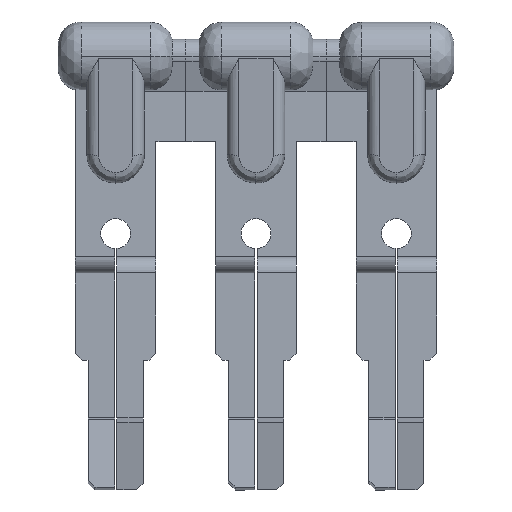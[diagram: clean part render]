
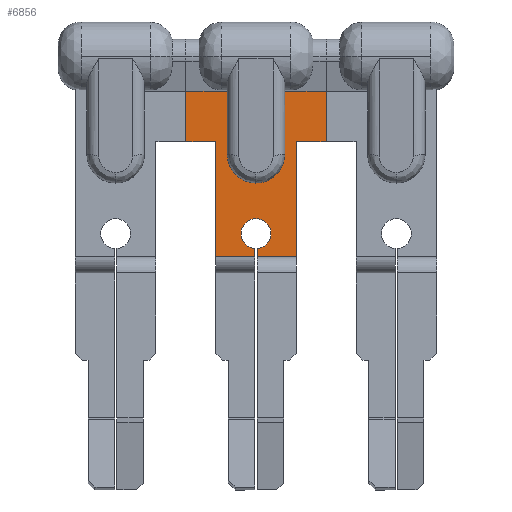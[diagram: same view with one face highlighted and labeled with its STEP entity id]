
A CAD part, top view. The second image highlights one B-rep face of the part: STEP entity #6856.
In plain terms, the highlighted planar face has unit normal (0, 0, 1).
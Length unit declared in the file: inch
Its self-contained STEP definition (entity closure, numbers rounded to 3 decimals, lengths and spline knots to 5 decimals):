
#74 = VERTEX_POINT ( 'NONE', #6656 ) ;
#161 = VECTOR ( 'NONE', #1279, 39.37008 ) ;
#173 = VERTEX_POINT ( 'NONE', #7893 ) ;
#242 = EDGE_CURVE ( 'NONE', #5369, #5015, #788, .T. ) ;
#297 = CARTESIAN_POINT ( 'NONE',  ( 0., 0.15709, 0. ) ) ;
#371 = DIRECTION ( 'NONE',  ( 1., 0., 0. ) ) ;
#374 = CARTESIAN_POINT ( 'NONE',  ( 0.12008, 0.2752, 0. ) ) ;
#425 = LINE ( 'NONE', #6119, #7947 ) ;
#440 = DIRECTION ( 'NONE',  ( 1., 0., 0. ) ) ;
#455 = CARTESIAN_POINT ( 'NONE',  ( 0., 0.16204, 0. ) ) ;
#469 = VERTEX_POINT ( 'NONE', #7719 ) ;
#518 = CARTESIAN_POINT ( 'NONE',  ( 0., -0.03976, 0. ) ) ;
#611 = FACE_OUTER_BOUND ( 'NONE', #6118, .T. ) ;
#701 = EDGE_CURVE ( 'NONE', #7809, #6165, #4495, .T. ) ;
#708 = FACE_BOUND ( 'NONE', #4665, .T. ) ;
#739 = DIRECTION ( 'NONE',  ( 1., 0., 0. ) ) ;
#745 = VERTEX_POINT ( 'NONE', #7820 ) ;
#788 = CIRCLE ( 'NONE', #2008, 0.02559 ) ;
#823 = CARTESIAN_POINT ( 'NONE',  ( 0., 0.15709, 0. ) ) ;
#986 = EDGE_CURVE ( 'NONE', #74, #4748, #1176, .T. ) ;
#1022 = CARTESIAN_POINT ( 'NONE',  ( -0.00197, -0.03976, 0. ) ) ;
#1066 = DIRECTION ( 'NONE',  ( 0., -1., 0. ) ) ;
#1067 = CARTESIAN_POINT ( 'NONE',  ( 0., -0.03976, 0. ) ) ;
#1087 = DIRECTION ( 'NONE',  ( 0., 0., -1. ) ) ;
#1176 = LINE ( 'NONE', #7321, #7852 ) ;
#1213 = LINE ( 'NONE', #4346, #7704 ) ;
#1279 = DIRECTION ( 'NONE',  ( 0., -1., 0. ) ) ;
#1297 = DIRECTION ( 'NONE',  ( 0., 0., 1. ) ) ;
#1383 = EDGE_CURVE ( 'NONE', #7455, #173, #6983, .T. ) ;
#1416 = CARTESIAN_POINT ( 'NONE',  ( -0.12008, 0.2752, 0. ) ) ;
#1419 = EDGE_CURVE ( 'NONE', #5015, #7033, #6677, .T. ) ;
#1431 = EDGE_CURVE ( 'NONE', #469, #7809, #5593, .T. ) ;
#1498 = CARTESIAN_POINT ( 'NONE',  ( -0.02559, 0.16204, 0. ) ) ;
#1712 = ORIENTED_EDGE ( 'NONE', *, *, #4045, .T. ) ;
#1722 = EDGE_CURVE ( 'NONE', #173, #3083, #3069, .T. ) ;
#1793 = CARTESIAN_POINT ( 'NONE',  ( 0.12008, 0., 0. ) ) ;
#1807 = ORIENTED_EDGE ( 'NONE', *, *, #4859, .T. ) ;
#1820 = LINE ( 'NONE', #1067, #5168 ) ;
#2008 = AXIS2_PLACEMENT_3D ( 'NONE', #4224, #1087, #5468 ) ;
#2021 = ORIENTED_EDGE ( 'NONE', *, *, #5301, .T. ) ;
#2033 = DIRECTION ( 'NONE',  ( 1., 0., 0. ) ) ;
#2076 = ORIENTED_EDGE ( 'NONE', *, *, #7009, .T. ) ;
#2111 = ORIENTED_EDGE ( 'NONE', *, *, #1722, .T. ) ;
#2261 = DIRECTION ( 'NONE',  ( 0., 1., 0. ) ) ;
#2272 = EDGE_CURVE ( 'NONE', #3338, #5338, #4921, .T. ) ;
#2304 = ORIENTED_EDGE ( 'NONE', *, *, #1431, .T. ) ;
#2341 = AXIS2_PLACEMENT_3D ( 'NONE', #6595, #7243, #4031 ) ;
#2425 = DIRECTION ( 'NONE',  ( 1., 0., 0. ) ) ;
#2479 = ORIENTED_EDGE ( 'NONE', *, *, #701, .T. ) ;
#2573 = DIRECTION ( 'NONE',  ( -1., 0., 0. ) ) ;
#2667 = ORIENTED_EDGE ( 'NONE', *, *, #1383, .T. ) ;
#2781 = ORIENTED_EDGE ( 'NONE', *, *, #2272, .T. ) ;
#3069 = LINE ( 'NONE', #3800, #161 ) ;
#3076 = CARTESIAN_POINT ( 'NONE',  ( 0.02559, 0.16204, 0. ) ) ;
#3083 = VERTEX_POINT ( 'NONE', #7682 ) ;
#3094 = EDGE_CURVE ( 'NONE', #7033, #74, #6066, .T. ) ;
#3226 = CARTESIAN_POINT ( 'NONE',  ( -0.02559, 0., 0. ) ) ;
#3338 = VERTEX_POINT ( 'NONE', #1498 ) ;
#3380 = CARTESIAN_POINT ( 'NONE',  ( 0.0689, -0.03976, 0. ) ) ;
#3431 = VERTEX_POINT ( 'NONE', #3380 ) ;
#3449 = VECTOR ( 'NONE', #2573, 39.37008 ) ;
#3585 = ORIENTED_EDGE ( 'NONE', *, *, #3671, .T. ) ;
#3671 = EDGE_CURVE ( 'NONE', #3083, #745, #4863, .T. ) ;
#3794 = CARTESIAN_POINT ( 'NONE',  ( -0.12008, 0.15709, 0. ) ) ;
#3800 = CARTESIAN_POINT ( 'NONE',  ( -0.0689, 0., 0. ) ) ;
#3847 = DIRECTION ( 'NONE',  ( 1., 0., 0. ) ) ;
#4031 = DIRECTION ( 'NONE',  ( 1., 0., 0. ) ) ;
#4045 = EDGE_CURVE ( 'NONE', #6018, #7455, #1213, .T. ) ;
#4123 = AXIS2_PLACEMENT_3D ( 'NONE', #5033, #1297, #3847 ) ;
#4224 = CARTESIAN_POINT ( 'NONE',  ( 0., 0., 0. ) ) ;
#4297 = DIRECTION ( 'NONE',  ( 0., 1., 0. ) ) ;
#4346 = CARTESIAN_POINT ( 'NONE',  ( -0.12008, 0., 0. ) ) ;
#4455 = CARTESIAN_POINT ( 'NONE',  ( 0.00197, -0.03976, 0. ) ) ;
#4495 = LINE ( 'NONE', #1793, #6351 ) ;
#4529 = CARTESIAN_POINT ( 'NONE',  ( 0., 0., 0. ) ) ;
#4665 = EDGE_LOOP ( 'NONE', ( #2021, #2781 ) ) ;
#4748 = VERTEX_POINT ( 'NONE', #4455 ) ;
#4762 = VECTOR ( 'NONE', #2261, 39.37008 ) ;
#4781 = DIRECTION ( 'NONE',  ( 1., 0., 0. ) ) ;
#4859 = EDGE_CURVE ( 'NONE', #6165, #6018, #7474, .T. ) ;
#4863 = LINE ( 'NONE', #518, #6649 ) ;
#4921 = CIRCLE ( 'NONE', #7742, 0.02559 ) ;
#4962 = DIRECTION ( 'NONE',  ( 0., -1., 0. ) ) ;
#5015 = VERTEX_POINT ( 'NONE', #3226 ) ;
#5033 = CARTESIAN_POINT ( 'NONE',  ( 0., 0., 0. ) ) ;
#5168 = VECTOR ( 'NONE', #440, 39.37008 ) ;
#5301 = EDGE_CURVE ( 'NONE', #5338, #3338, #7518, .T. ) ;
#5338 = VERTEX_POINT ( 'NONE', #3076 ) ;
#5369 = VERTEX_POINT ( 'NONE', #6112 ) ;
#5433 = ORIENTED_EDGE ( 'NONE', *, *, #986, .T. ) ;
#5468 = DIRECTION ( 'NONE',  ( 1., 0., 0. ) ) ;
#5593 = LINE ( 'NONE', #297, #7763 ) ;
#5770 = EDGE_CURVE ( 'NONE', #745, #5369, #6435, .T. ) ;
#6018 = VERTEX_POINT ( 'NONE', #1416 ) ;
#6066 = CIRCLE ( 'NONE', #6223, 0.02559 ) ;
#6112 = CARTESIAN_POINT ( 'NONE',  ( -0.00197, -0.02551, 0. ) ) ;
#6118 = EDGE_LOOP ( 'NONE', ( #2667, #2111, #3585, #7172, #7419, #7817, #6339, #5433, #7757, #2076, #2304, #2479, #1807, #1712 ) ) ;
#6119 = CARTESIAN_POINT ( 'NONE',  ( 0.0689, 0., 0. ) ) ;
#6135 = DIRECTION ( 'NONE',  ( 1., 0., 0. ) ) ;
#6165 = VERTEX_POINT ( 'NONE', #374 ) ;
#6193 = DIRECTION ( 'NONE',  ( 0., 1., 0. ) ) ;
#6223 = AXIS2_PLACEMENT_3D ( 'NONE', #4529, #6973, #2033 ) ;
#6247 = PLANE ( 'NONE',  #4123 ) ;
#6339 = ORIENTED_EDGE ( 'NONE', *, *, #3094, .T. ) ;
#6351 = VECTOR ( 'NONE', #6193, 39.37008 ) ;
#6435 = LINE ( 'NONE', #1022, #4762 ) ;
#6595 = CARTESIAN_POINT ( 'NONE',  ( 0., 0., 0. ) ) ;
#6649 = VECTOR ( 'NONE', #6135, 39.37008 ) ;
#6656 = CARTESIAN_POINT ( 'NONE',  ( 0.00197, -0.02551, 0. ) ) ;
#6677 = CIRCLE ( 'NONE', #2341, 0.02559 ) ;
#6856 = ADVANCED_FACE ( 'NONE', ( #611, #708 ), #6247, .T. ) ;
#6901 = CARTESIAN_POINT ( 'NONE',  ( 0., 0.2752, 0. ) ) ;
#6973 = DIRECTION ( 'NONE',  ( 0., 0., -1. ) ) ;
#6983 = LINE ( 'NONE', #823, #7769 ) ;
#7009 = EDGE_CURVE ( 'NONE', #3431, #469, #425, .T. ) ;
#7033 = VERTEX_POINT ( 'NONE', #8023 ) ;
#7172 = ORIENTED_EDGE ( 'NONE', *, *, #5770, .T. ) ;
#7243 = DIRECTION ( 'NONE',  ( 0., 0., -1. ) ) ;
#7321 = CARTESIAN_POINT ( 'NONE',  ( 0.00197, -0.03976, 0. ) ) ;
#7392 = AXIS2_PLACEMENT_3D ( 'NONE', #8014, #7446, #2425 ) ;
#7419 = ORIENTED_EDGE ( 'NONE', *, *, #242, .T. ) ;
#7446 = DIRECTION ( 'NONE',  ( 0., 0., -1. ) ) ;
#7455 = VERTEX_POINT ( 'NONE', #3794 ) ;
#7474 = LINE ( 'NONE', #6901, #3449 ) ;
#7510 = CARTESIAN_POINT ( 'NONE',  ( 0.12008, 0.15709, 0. ) ) ;
#7518 = CIRCLE ( 'NONE', #7392, 0.02559 ) ;
#7682 = CARTESIAN_POINT ( 'NONE',  ( -0.0689, -0.03976, 0. ) ) ;
#7685 = EDGE_CURVE ( 'NONE', #4748, #3431, #1820, .T. ) ;
#7704 = VECTOR ( 'NONE', #4962, 39.37008 ) ;
#7719 = CARTESIAN_POINT ( 'NONE',  ( 0.0689, 0.15709, 0. ) ) ;
#7742 = AXIS2_PLACEMENT_3D ( 'NONE', #455, #7967, #4781 ) ;
#7757 = ORIENTED_EDGE ( 'NONE', *, *, #7685, .T. ) ;
#7763 = VECTOR ( 'NONE', #371, 39.37008 ) ;
#7769 = VECTOR ( 'NONE', #739, 39.37008 ) ;
#7809 = VERTEX_POINT ( 'NONE', #7510 ) ;
#7817 = ORIENTED_EDGE ( 'NONE', *, *, #1419, .T. ) ;
#7820 = CARTESIAN_POINT ( 'NONE',  ( -0.00197, -0.03976, 0. ) ) ;
#7852 = VECTOR ( 'NONE', #1066, 39.37008 ) ;
#7893 = CARTESIAN_POINT ( 'NONE',  ( -0.0689, 0.15709, 0. ) ) ;
#7947 = VECTOR ( 'NONE', #4297, 39.37008 ) ;
#7967 = DIRECTION ( 'NONE',  ( 0., 0., -1. ) ) ;
#8014 = CARTESIAN_POINT ( 'NONE',  ( 0., 0.16204, 0. ) ) ;
#8023 = CARTESIAN_POINT ( 'NONE',  ( 0.02559, 0., 0. ) ) ;
